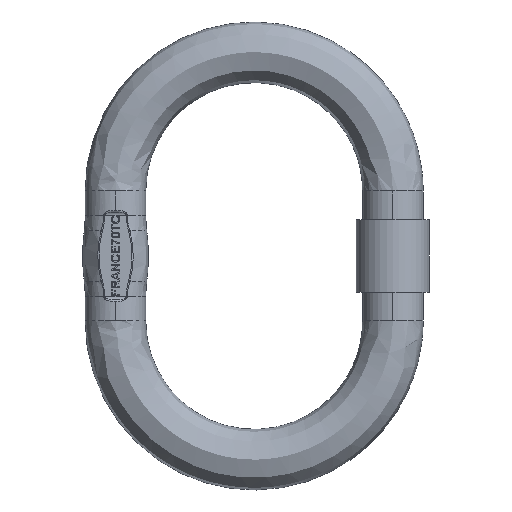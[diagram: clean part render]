
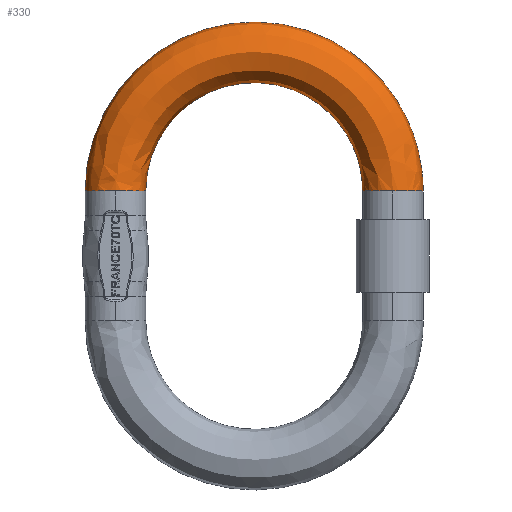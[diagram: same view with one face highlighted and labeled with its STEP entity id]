
A CAD part, top view. The second image highlights one B-rep face of the part: STEP entity #330.
In plain terms, the highlighted free-form (B-spline) face has degree [3, 3] with [7, 4] control points.
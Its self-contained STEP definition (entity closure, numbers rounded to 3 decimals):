
#330=ADVANCED_FACE('NONE',(#955),#956,.T.);
#955=FACE_OUTER_BOUND('',#1980,.T.);
#956=(B_SPLINE_SURFACE(3,3,((#1982,#1983,#1984,#1985),(#1986,#1987,#1988,#1989),(#1990,#1991,#1992,#1993),(#1994,#1995,#1996,#1997),(#1998,#1999,#2000,#2001),(#2002,#2003,#2004,#2005),(#2006,#2007,#2008,#2009)),.UNSPECIFIED.,.T.,.F.,.F.)B_SPLINE_SURFACE_WITH_KNOTS((4,3,4),(4,4),(0.0,0.5,1.0),(0.0,1.0),.UNSPECIFIED.)RATIONAL_B_SPLINE_SURFACE(((1.0,0.333,0.333,1.0),(0.333,0.111,0.111,0.333),(0.333,0.111,0.111,0.333),(1.0,0.333,0.333,1.0),(0.333,0.111,0.111,0.333),(0.333,0.111,0.111,0.333),(1.0,0.333,0.333,1.0)))BOUNDED_SURFACE()REPRESENTATION_ITEM('')GEOMETRIC_REPRESENTATION_ITEM()SURFACE());
#1980=EDGE_LOOP('',(#7124,#7125,#7126,#7127,#7128,#7129));
#1982=CARTESIAN_POINT('',(195.0,75.,0.0));
#1983=CARTESIAN_POINT('',(195.0,465.,0.0));
#1984=CARTESIAN_POINT('',(-195.,465.,0.0));
#1985=CARTESIAN_POINT('',(-195.0,75.,0.0));
#1986=CARTESIAN_POINT('',(195.0,75.,-70.0));
#1987=CARTESIAN_POINT('',(195.0,465.,-70.0));
#1988=CARTESIAN_POINT('',(-195.,465.,-70.0));
#1989=CARTESIAN_POINT('',(-195.0,75.,-70.0));
#1990=CARTESIAN_POINT('',(125.0,75.,-70.0));
#1991=CARTESIAN_POINT('',(125.0,325.,-70.0));
#1992=CARTESIAN_POINT('',(-125.,325.,-70.0));
#1993=CARTESIAN_POINT('',(-125.0,75.,-70.0));
#1994=CARTESIAN_POINT('',(125.0,75.0,0.));
#1995=CARTESIAN_POINT('',(125.0,325.,0.));
#1996=CARTESIAN_POINT('',(-125.,325.,0.));
#1997=CARTESIAN_POINT('',(-125.0,75.,0.));
#1998=CARTESIAN_POINT('',(125.0,75.,70.0));
#1999=CARTESIAN_POINT('',(125.0,325.,70.0));
#2000=CARTESIAN_POINT('',(-125.,325.,70.0));
#2001=CARTESIAN_POINT('',(-125.0,75.,70.0));
#2002=CARTESIAN_POINT('',(195.0,75.,70.0));
#2003=CARTESIAN_POINT('',(195.0,465.,70.0));
#2004=CARTESIAN_POINT('',(-195.,465.,70.0));
#2005=CARTESIAN_POINT('',(-195.0,75.,70.0));
#2006=CARTESIAN_POINT('',(195.0,75.,0.0));
#2007=CARTESIAN_POINT('',(195.0,465.,0.0));
#2008=CARTESIAN_POINT('',(-195.,465.,0.0));
#2009=CARTESIAN_POINT('',(-195.0,75.,0.0));
#7124=ORIENTED_EDGE('',*,*,#9582,.F.);
#7125=ORIENTED_EDGE('',*,*,#9583,.F.);
#7126=ORIENTED_EDGE('',*,*,#9584,.F.);
#7127=ORIENTED_EDGE('',*,*,#9585,.T.);
#7128=ORIENTED_EDGE('',*,*,#9586,.F.);
#7129=ORIENTED_EDGE('',*,*,#9587,.F.);
#9582=EDGE_CURVE('',#10682,#10683,#10684,.T.);
#9583=EDGE_CURVE('NONE',#10685,#10682,#10686,.T.);
#9584=EDGE_CURVE('NONE',#10687,#10685,#10688,.T.);
#9585=EDGE_CURVE('',#10687,#10689,#10690,.T.);
#9586=EDGE_CURVE('NONE',#10691,#10689,#10692,.T.);
#9587=EDGE_CURVE('NONE',#10683,#10691,#10693,.T.);
#10682=VERTEX_POINT('',#12340);
#10683=VERTEX_POINT('',#12341);
#10684=(B_SPLINE_CURVE(3,(#12343,#12344,#12345,#12346),.UNSPECIFIED.,.F.,.F.)B_SPLINE_CURVE_WITH_KNOTS((4,4),(-1.0,-0.0),.UNSPECIFIED.)RATIONAL_B_SPLINE_CURVE((1.0,0.333,0.333,1.0))BOUNDED_CURVE()REPRESENTATION_ITEM('')GEOMETRIC_REPRESENTATION_ITEM()CURVE());
#10685=VERTEX_POINT('NONE',#12353);
#10686=CIRCLE('',#12354,35.0);
#10687=VERTEX_POINT('',#12355);
#10688=CIRCLE('',#12356,35.0);
#10689=VERTEX_POINT('',#12357);
#10690=(B_SPLINE_CURVE(3,(#12359,#12360,#12361,#12362),.UNSPECIFIED.,.F.,.F.)B_SPLINE_CURVE_WITH_KNOTS((4,4),(-1.0,-0.0),.UNSPECIFIED.)RATIONAL_B_SPLINE_CURVE((1.0,0.333,0.333,1.0))BOUNDED_CURVE()REPRESENTATION_ITEM('')GEOMETRIC_REPRESENTATION_ITEM()CURVE());
#10691=VERTEX_POINT('',#12369);
#10692=CIRCLE('',#12370,35.0);
#10693=CIRCLE('',#12371,35.0);
#12340=CARTESIAN_POINT('',(-195.0,75.,0.0));
#12341=CARTESIAN_POINT('',(195.0,75.,0.0));
#12343=CARTESIAN_POINT('',(-195.0,75.,0.0));
#12344=CARTESIAN_POINT('',(-195.,465.,0.0));
#12345=CARTESIAN_POINT('',(195.0,465.,0.0));
#12346=CARTESIAN_POINT('',(195.0,75.,0.0));
#12353=CARTESIAN_POINT('',(-160.0,75.,35.0));
#12354=AXIS2_PLACEMENT_3D('',#18800,#18801,#18802);
#12355=CARTESIAN_POINT('',(-125.0,75.,0.));
#12356=AXIS2_PLACEMENT_3D('',#18803,#18804,#18805);
#12357=CARTESIAN_POINT('',(125.0,75.0,0.));
#12359=CARTESIAN_POINT('',(-125.0,75.,0.));
#12360=CARTESIAN_POINT('',(-125.,325.,0.));
#12361=CARTESIAN_POINT('',(125.0,325.,0.));
#12362=CARTESIAN_POINT('',(125.0,75.0,0.));
#12369=CARTESIAN_POINT('',(160.0,75.,35.0));
#12370=AXIS2_PLACEMENT_3D('',#18806,#18807,#18808);
#12371=AXIS2_PLACEMENT_3D('',#18809,#18810,#18811);
#18800=CARTESIAN_POINT('',(-160.0,75.,0.0));
#18801=DIRECTION('',(0.0,-1.0,0.0));
#18802=DIRECTION('',(0.0,0.0,1.0));
#18803=CARTESIAN_POINT('',(-160.0,75.,0.0));
#18804=DIRECTION('',(0.0,-1.0,0.0));
#18805=DIRECTION('',(0.0,0.0,1.0));
#18806=CARTESIAN_POINT('',(160.0,75.,0.0));
#18807=DIRECTION('',(0.0,-1.0,0.0));
#18808=DIRECTION('',(0.0,0.0,-1.0));
#18809=CARTESIAN_POINT('',(160.0,75.,0.0));
#18810=DIRECTION('',(0.0,-1.0,0.0));
#18811=DIRECTION('',(0.0,0.0,-1.0));
